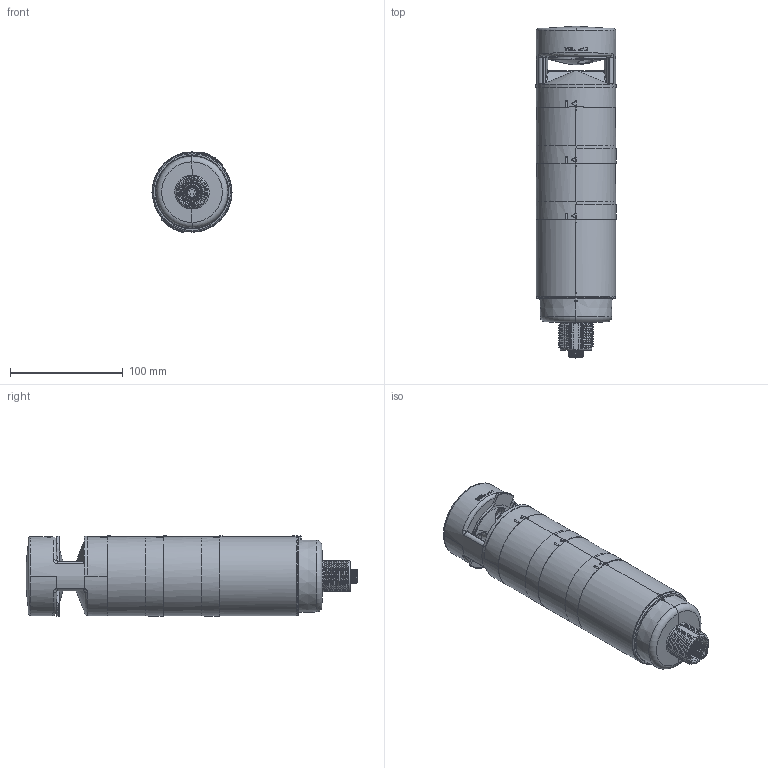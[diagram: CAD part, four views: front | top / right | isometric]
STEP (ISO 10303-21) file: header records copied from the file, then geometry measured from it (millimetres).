
FILE_DESCRIPTION((''),'2;1');
FILE_NAME('191410_ASM','2016-12-20T',('PDMAdmin'),('BANNER ENGINEERING'),'CREO PARAMETRIC BY PTC INC, 2016260','CREO PARAMETRIC BY PTC INC, 2016260','');
FILE_SCHEMA(('CONFIG_CONTROL_DESIGN'));
Length unit declared in the file: millimetre
Products named in the file (10): 180077; 190540; 183492; 183493; 180306; 180307; 180308; 191171; 30498; 191410_ASM
Assembly tree (11 placements, depth 2):
  191410_ASM
    180077
    190540
    183492  x2
    183493  x2
    180306
    180307
    180308
    191171
    30498
Bounding box: 71 x 293.91 x 71.25 mm (x, y, z)
Volume: 265476.7 mm3; surface area: 190012.5 mm2
Topology: 11 solids, 14 shells, 3043 faces, 7455 edges, 4477 vertices
Faces by surface type: bspline 924, cylinder 848, plane 573, torus 276, cone 252, sphere 144, extrusion 22, revolution 4
Entity records: 135306 total; most frequent: CARTESIAN_POINT 83055, ORIENTED_EDGE 12062, DIRECTION 9346, EDGE_CURVE 6035, AXIS2_PLACEMENT_3D 3883, VERTEX_POINT 3652, EDGE_LOOP 2567, FACE_OUTER_BOUND 2452
